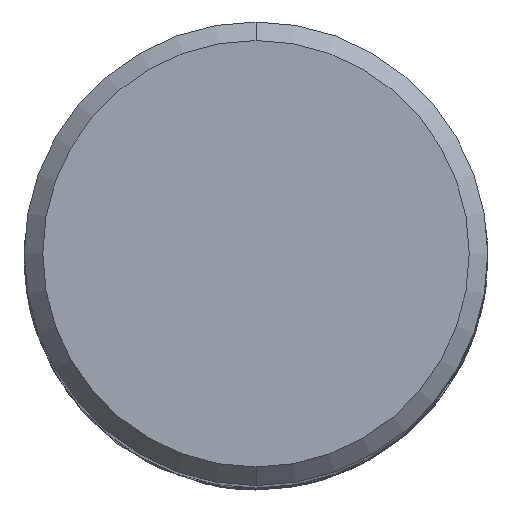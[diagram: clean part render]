
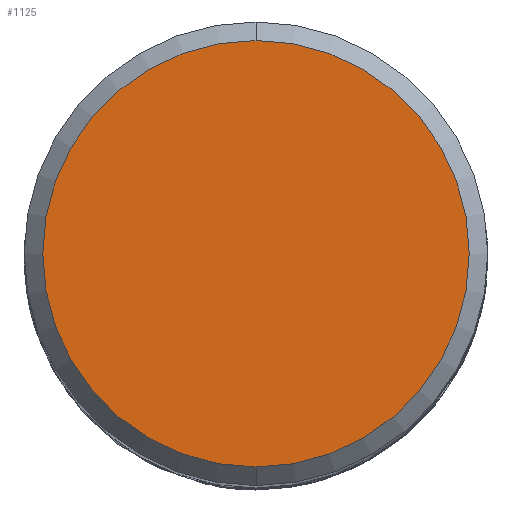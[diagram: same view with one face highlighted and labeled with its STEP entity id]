
A CAD part, top view. The second image highlights one B-rep face of the part: STEP entity #1125.
In plain terms, the highlighted planar face has unit normal (0, 0, 1).
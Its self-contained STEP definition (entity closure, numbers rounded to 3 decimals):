
#629=EDGE_CURVE('',#997,#915,#1773,.T.);
#915=VERTEX_POINT('',#2089);
#997=VERTEX_POINT('',#2176);
#1125=ADVANCED_FACE('',(#2310),#2311,.T.);
#1555=EDGE_CURVE('',#915,#997,#2789,.T.);
#1773=CIRCLE('',#3145,11.5);
#2089=CARTESIAN_POINT('',(0.0,11.5,0.0));
#2176=CARTESIAN_POINT('',(0.,-11.5,0.0));
#2310=FACE_OUTER_BOUND('',#7996,.T.);
#2311=PLANE('',#7997);
#2789=CIRCLE('',#14042,11.5);
#3145=AXIS2_PLACEMENT_3D('',#15428,#15429,#15430);
#7996=EDGE_LOOP('',(#15915,#15916));
#7997=AXIS2_PLACEMENT_3D('',#15917,#15918,#15919);
#14042=AXIS2_PLACEMENT_3D('',#16494,#16495,#16496);
#15428=CARTESIAN_POINT('',(0.0,0.0,0.0));
#15429=DIRECTION('',(0.0,0.0,-1.0));
#15430=DIRECTION('',(0.0,1.0,0.0));
#15915=ORIENTED_EDGE('',*,*,#1555,.F.);
#15916=ORIENTED_EDGE('',*,*,#629,.F.);
#15917=CARTESIAN_POINT('',(0.0,5.75,0.0));
#15918=DIRECTION('',(-0.0,0.0,1.0));
#15919=DIRECTION('',(0.0,-1.0,0.0));
#16494=CARTESIAN_POINT('',(0.0,0.0,0.0));
#16495=DIRECTION('',(0.0,0.0,-1.0));
#16496=DIRECTION('',(0.0,1.0,0.0));
